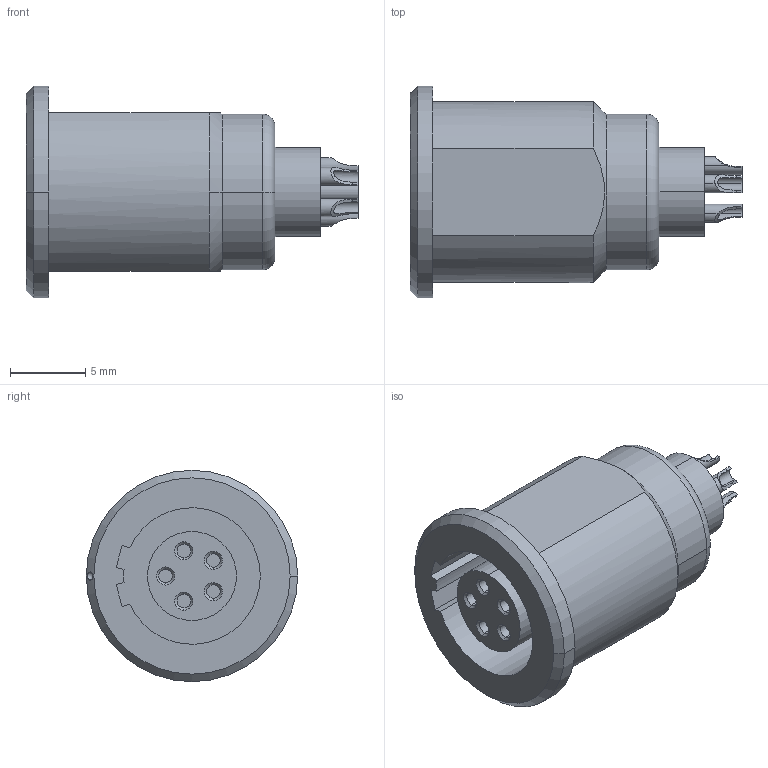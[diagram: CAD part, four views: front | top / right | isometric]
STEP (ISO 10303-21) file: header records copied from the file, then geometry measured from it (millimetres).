
FILE_DESCRIPTION((''),'2;1');
FILE_NAME('G11LAC-P05L','2014-02-04T',('RTrager'),(''),'PRO/ENGINEER BY PARAMETRIC TECHNOLOGY CORPORATION, 2013050','PRO/ENGINEER BY PARAMETRIC TECHNOLOGY CORPORATION, 2013050','');
FILE_SCHEMA(('CONFIG_CONTROL_DESIGN'));
Length unit declared in the file: millimetre
Products named in the file (1): G11LAC-P05L
Bounding box: 22 x 14 x 14 mm (x, y, z)
Volume: 1329.5 mm3; surface area: 1661.2 mm2
Topology: 1 solids, 1 shells, 112 faces, 271 edges, 174 vertices
Faces by surface type: cylinder 52, plane 33, cone 14, torus 7, bspline 5, sphere 1
Entity records: 4135 total; most frequent: CARTESIAN_POINT 1439, DIRECTION 577, ORIENTED_EDGE 538, EDGE_CURVE 269, AXIS2_PLACEMENT_3D 232, VERTEX_POINT 174, EDGE_LOOP 127, CIRCLE 125
